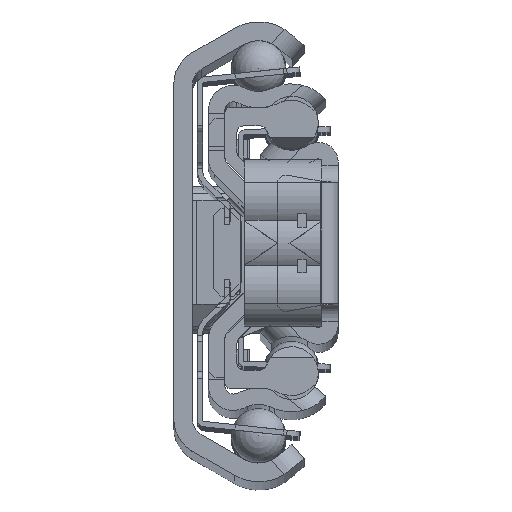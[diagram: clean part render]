
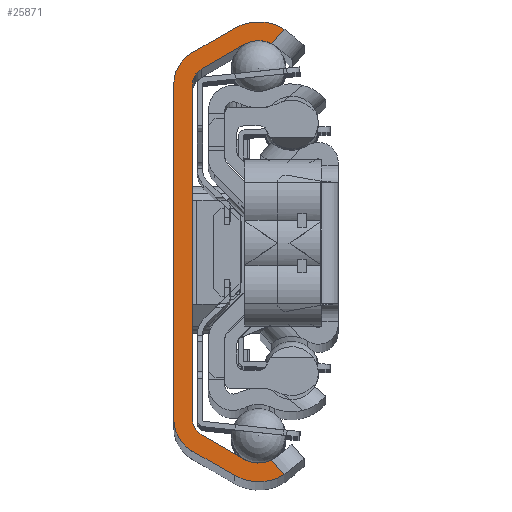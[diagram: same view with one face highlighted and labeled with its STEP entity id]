
A CAD part, top view. The second image highlights one B-rep face of the part: STEP entity #25871.
In plain terms, the highlighted face is planar.
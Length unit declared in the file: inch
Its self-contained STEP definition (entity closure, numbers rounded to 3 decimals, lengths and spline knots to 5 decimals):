
#1569=CIRCLE('',#27604,5.59);
#1573=CIRCLE('',#27611,3.43);
#1579=CIRCLE('',#27622,3.43);
#1581=CIRCLE('',#27626,5.59);
#1582=CIRCLE('',#27628,2.);
#1583=CIRCLE('',#27633,4.16);
#1584=CIRCLE('',#27635,4.16);
#1585=CIRCLE('',#27639,2.);
#2805=FACE_OUTER_BOUND('',#4153,.T.);
#4153=EDGE_LOOP('',(#17780,#17781,#17782,#17783,#17784,#17785,#17786,#17787,
#17788,#17789,#17790,#17791,#17792,#17793,#17794,#17795));
#5720=LINE('',#38027,#8209);
#5807=LINE('',#38305,#8296);
#5854=LINE('',#38479,#8343);
#5865=LINE('',#38539,#8354);
#5875=LINE('',#38589,#8364);
#5877=LINE('',#38594,#8366);
#5879=LINE('',#38602,#8368);
#5881=LINE('',#38606,#8370);
#8209=VECTOR('',#30164,10.);
#8296=VECTOR('',#30401,10.);
#8343=VECTOR('',#30576,10.);
#8354=VECTOR('',#30619,10.);
#8364=VECTOR('',#30657,10.);
#8366=VECTOR('',#30663,10.);
#8368=VECTOR('',#30675,10.);
#8370=VECTOR('',#30679,10.);
#10700=VERTEX_POINT('',#38024);
#10701=VERTEX_POINT('',#38026);
#10788=VERTEX_POINT('',#38302);
#10789=VERTEX_POINT('',#38304);
#10845=VERTEX_POINT('',#38471);
#10846=VERTEX_POINT('',#38478);
#10850=VERTEX_POINT('',#38495);
#10856=VERTEX_POINT('',#38521);
#10860=VERTEX_POINT('',#38533);
#10861=VERTEX_POINT('',#38538);
#10868=VERTEX_POINT('',#38563);
#10870=VERTEX_POINT('',#38581);
#10871=VERTEX_POINT('',#38585);
#10872=VERTEX_POINT('',#38592);
#10873=VERTEX_POINT('',#38598);
#10874=VERTEX_POINT('',#38604);
#13324=EDGE_CURVE('',#10700,#10701,#5720,.T.);
#13451=EDGE_CURVE('',#10788,#10789,#5807,.T.);
#13535=EDGE_CURVE('',#10845,#10846,#5854,.T.);
#13542=EDGE_CURVE('',#10846,#10850,#1569,.T.);
#13552=EDGE_CURVE('',#10856,#10845,#1573,.T.);
#13558=EDGE_CURVE('',#10860,#10861,#5865,.T.);
#13568=EDGE_CURVE('',#10861,#10868,#1579,.T.);
#13575=EDGE_CURVE('',#10870,#10860,#1581,.T.);
#13577=EDGE_CURVE('',#10871,#10788,#1582,.T.);
#13578=EDGE_CURVE('',#10868,#10871,#5875,.T.);
#13580=EDGE_CURVE('',#10872,#10870,#5877,.T.);
#13581=EDGE_CURVE('',#10701,#10872,#1583,.T.);
#13583=EDGE_CURVE('',#10873,#10700,#1584,.T.);
#13584=EDGE_CURVE('',#10850,#10873,#5879,.T.);
#13586=EDGE_CURVE('',#10874,#10856,#5881,.T.);
#13587=EDGE_CURVE('',#10789,#10874,#1585,.T.);
#17780=ORIENTED_EDGE('',*,*,#13535,.F.);
#17781=ORIENTED_EDGE('',*,*,#13552,.F.);
#17782=ORIENTED_EDGE('',*,*,#13586,.F.);
#17783=ORIENTED_EDGE('',*,*,#13587,.F.);
#17784=ORIENTED_EDGE('',*,*,#13451,.F.);
#17785=ORIENTED_EDGE('',*,*,#13577,.F.);
#17786=ORIENTED_EDGE('',*,*,#13578,.F.);
#17787=ORIENTED_EDGE('',*,*,#13568,.F.);
#17788=ORIENTED_EDGE('',*,*,#13558,.F.);
#17789=ORIENTED_EDGE('',*,*,#13575,.F.);
#17790=ORIENTED_EDGE('',*,*,#13580,.F.);
#17791=ORIENTED_EDGE('',*,*,#13581,.F.);
#17792=ORIENTED_EDGE('',*,*,#13324,.F.);
#17793=ORIENTED_EDGE('',*,*,#13583,.F.);
#17794=ORIENTED_EDGE('',*,*,#13584,.F.);
#17795=ORIENTED_EDGE('',*,*,#13542,.F.);
#25153=PLANE('',#27640);
#25871=ADVANCED_FACE('',(#2805),#25153,.F.);
#27604=AXIS2_PLACEMENT_3D('',#38496,#30589,#30590);
#27611=AXIS2_PLACEMENT_3D('',#38523,#30607,#30608);
#27622=AXIS2_PLACEMENT_3D('',#38564,#30637,#30638);
#27626=AXIS2_PLACEMENT_3D('',#38583,#30648,#30649);
#27628=AXIS2_PLACEMENT_3D('',#38587,#30653,#30654);
#27633=AXIS2_PLACEMENT_3D('',#38596,#30666,#30667);
#27635=AXIS2_PLACEMENT_3D('',#38600,#30671,#30672);
#27639=AXIS2_PLACEMENT_3D('',#38608,#30682,#30683);
#27640=AXIS2_PLACEMENT_3D('',#38609,#30684,#30685);
#30164=DIRECTION('',(0.,-1.,0.));
#30401=DIRECTION('',(0.,1.,0.));
#30576=DIRECTION('',(0.643,0.766,0.));
#30589=DIRECTION('center_axis',(0.,0.,1.));
#30590=DIRECTION('ref_axis',(0.643,0.766,0.));
#30607=DIRECTION('center_axis',(0.,0.,-1.));
#30608=DIRECTION('ref_axis',(-0.643,-0.766,0.));
#30619=DIRECTION('',(-0.643,0.766,0.));
#30637=DIRECTION('center_axis',(0.,0.,-1.));
#30638=DIRECTION('ref_axis',(0.5,0.866,0.));
#30648=DIRECTION('center_axis',(0.,0.,1.));
#30649=DIRECTION('ref_axis',(-0.5,-0.866,0.));
#30653=DIRECTION('center_axis',(0.,0.,-1.));
#30654=DIRECTION('ref_axis',(1.,0.,0.));
#30657=DIRECTION('',(-0.866,0.5,0.));
#30663=DIRECTION('',(0.866,-0.5,0.));
#30666=DIRECTION('center_axis',(0.,0.,1.));
#30667=DIRECTION('ref_axis',(-1.,0.,0.));
#30671=DIRECTION('center_axis',(0.,0.,1.));
#30672=DIRECTION('ref_axis',(-0.5,0.866,0.));
#30675=DIRECTION('',(-0.866,-0.5,0.));
#30679=DIRECTION('',(0.866,0.5,0.));
#30682=DIRECTION('center_axis',(0.,0.,-1.));
#30683=DIRECTION('ref_axis',(0.5,-0.866,0.));
#30684=DIRECTION('center_axis',(0.,0.,1.));
#30685=DIRECTION('ref_axis',(1.,0.,0.));
#38024=CARTESIAN_POINT('',(-9.78,19.35151,0.));
#38026=CARTESIAN_POINT('',(-9.78,-19.35151,0.));
#38027=CARTESIAN_POINT('',(-9.78,19.35151,0.));
#38302=CARTESIAN_POINT('',(-7.62,-19.35151,0.));
#38304=CARTESIAN_POINT('',(-7.62,19.35151,0.));
#38305=CARTESIAN_POINT('',(-7.62,0.,0.));
#38471=CARTESIAN_POINT('',(1.50886,24.0253,0.));
#38478=CARTESIAN_POINT('',(2.9226,25.71013,0.));
#38479=CARTESIAN_POINT('',(-1.26302,20.7219,0.));
#38495=CARTESIAN_POINT('',(-2.795,25.78608,0.));
#38496=CARTESIAN_POINT('Origin',(0.,20.945,0.));
#38521=CARTESIAN_POINT('',(-1.715,23.91547,0.));
#38523=CARTESIAN_POINT('Origin',(0.,20.945,0.));
#38533=CARTESIAN_POINT('',(2.9226,-25.71013,0.));
#38538=CARTESIAN_POINT('',(1.50886,-24.0253,0.));
#38539=CARTESIAN_POINT('',(-9.76279,-10.59227,0.));
#38563=CARTESIAN_POINT('',(-1.715,-23.91547,0.));
#38564=CARTESIAN_POINT('Origin',(0.,-20.945,0.));
#38581=CARTESIAN_POINT('',(-2.795,-25.78608,0.));
#38583=CARTESIAN_POINT('Origin',(0.,-20.945,0.));
#38585=CARTESIAN_POINT('',(-6.62,-21.08356,0.));
#38587=CARTESIAN_POINT('Origin',(-5.62,-19.35151,0.));
#38589=CARTESIAN_POINT('',(-1.715,-23.91547,0.));
#38592=CARTESIAN_POINT('',(-7.7,-22.95418,0.));
#38594=CARTESIAN_POINT('',(-7.7,-22.95418,0.));
#38596=CARTESIAN_POINT('Origin',(-5.62,-19.35151,0.));
#38598=CARTESIAN_POINT('',(-7.7,22.95418,0.));
#38600=CARTESIAN_POINT('Origin',(-5.62,19.35151,0.));
#38602=CARTESIAN_POINT('',(-2.795,25.78608,0.));
#38604=CARTESIAN_POINT('',(-6.62,21.08356,0.));
#38606=CARTESIAN_POINT('',(-6.62,21.08356,0.));
#38608=CARTESIAN_POINT('Origin',(-5.62,19.35151,0.));
#38609=CARTESIAN_POINT('Origin',(-5.68462,15.85193,0.));
